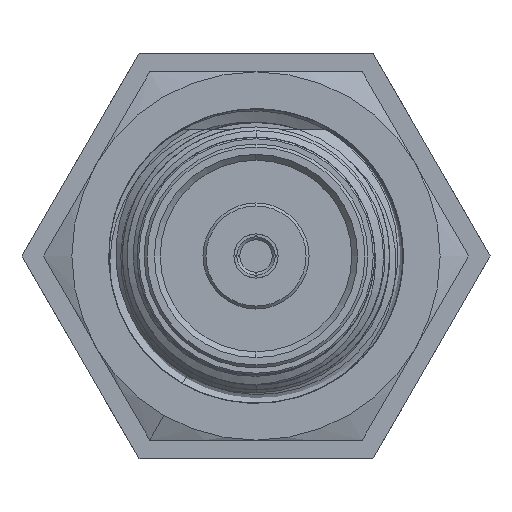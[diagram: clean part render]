
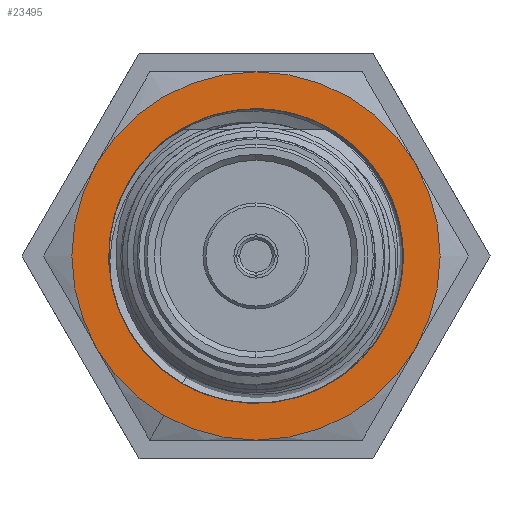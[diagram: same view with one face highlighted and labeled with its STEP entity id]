
A CAD part, left-side view. The second image highlights one B-rep face of the part: STEP entity #23495.
In plain terms, the highlighted planar face has unit normal (-1, 0, 0).
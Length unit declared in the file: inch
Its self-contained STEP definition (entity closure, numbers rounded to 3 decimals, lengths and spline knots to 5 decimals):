
#209 = ORIENTED_EDGE ( 'NONE', *, *, #4120, .T. ) ;
#263 = AXIS2_PLACEMENT_3D ( 'NONE', #2830, #22056, #16869 ) ;
#275 = CIRCLE ( 'NONE', #34247, 0.3125 ) ;
#358 = CARTESIAN_POINT ( 'NONE',  ( 0.418, 0., 0. ) ) ;
#379 = CIRCLE ( 'NONE', #29416, 0.3125 ) ;
#618 = CARTESIAN_POINT ( 'NONE',  ( 0.418, 0., 0. ) ) ;
#1207 = CIRCLE ( 'NONE', #23595, 0.25 ) ;
#1391 = DIRECTION ( 'NONE',  ( -1., 0., 0. ) ) ;
#1689 = AXIS2_PLACEMENT_3D ( 'NONE', #18454, #29363, #10312 ) ;
#2798 = DIRECTION ( 'NONE',  ( -1., 0., 0. ) ) ;
#2830 = CARTESIAN_POINT ( 'NONE',  ( 0.418, 0., 0. ) ) ;
#3115 = DIRECTION ( 'NONE',  ( 0., 0.5, -0.866 ) ) ;
#3140 = CARTESIAN_POINT ( 'NONE',  ( 0.418, 0., 0. ) ) ;
#3219 = CIRCLE ( 'NONE', #26436, 0.3125 ) ;
#3250 = CARTESIAN_POINT ( 'NONE',  ( 0.418, 0., -0.3125 ) ) ;
#4120 = EDGE_CURVE ( 'NONE', #4297, #18290, #19531, .T. ) ;
#4215 = CARTESIAN_POINT ( 'NONE',  ( 0.418, 0.21894, 0.12069 ) ) ;
#4297 = VERTEX_POINT ( 'NONE', #24728 ) ;
#4932 = DIRECTION ( 'NONE',  ( -1., 0., 0. ) ) ;
#7610 = DIRECTION ( 'NONE',  ( 0., 0.5, -0.866 ) ) ;
#8046 = AXIS2_PLACEMENT_3D ( 'NONE', #3140, #11482, #27789 ) ;
#8647 = EDGE_CURVE ( 'NONE', #26768, #18827, #25628, .T. ) ;
#8768 = ORIENTED_EDGE ( 'NONE', *, *, #29712, .F. ) ;
#8841 = CARTESIAN_POINT ( 'NONE',  ( 0.418, 0., 0. ) ) ;
#8920 = AXIS2_PLACEMENT_3D ( 'NONE', #32698, #4932, #19042 ) ;
#10312 = DIRECTION ( 'NONE',  ( 0., 0.5, -0.866 ) ) ;
#11055 = ORIENTED_EDGE ( 'NONE', *, *, #17447, .T. ) ;
#11482 = DIRECTION ( 'NONE',  ( -1., 0., 0. ) ) ;
#11733 = DIRECTION ( 'NONE',  ( -1., 0., 0. ) ) ;
#12097 = CARTESIAN_POINT ( 'NONE',  ( 0.418, -0.27063, -0.15625 ) ) ;
#12161 = CARTESIAN_POINT ( 'NONE',  ( 0.418, 0., 0. ) ) ;
#13192 = VERTEX_POINT ( 'NONE', #25720 ) ;
#15725 = CARTESIAN_POINT ( 'NONE',  ( 0.418, 0., 0. ) ) ;
#16839 = FACE_OUTER_BOUND ( 'NONE', #17633, .T. ) ;
#16869 = DIRECTION ( 'NONE',  ( 0., 0.5, -0.866 ) ) ;
#16990 = CIRCLE ( 'NONE', #34375, 0.3125 ) ;
#17447 = EDGE_CURVE ( 'NONE', #18290, #19268, #379, .T. ) ;
#17633 = EDGE_LOOP ( 'NONE', ( #26106, #209, #11055, #19364, #33379, #35368, #35012 ) ) ;
#17854 = CIRCLE ( 'NONE', #8920, 0.3125 ) ;
#17956 = DIRECTION ( 'NONE',  ( 0., 0.5, -0.866 ) ) ;
#18290 = VERTEX_POINT ( 'NONE', #3250 ) ;
#18454 = CARTESIAN_POINT ( 'NONE',  ( 0.418, 0., 0. ) ) ;
#18770 = CARTESIAN_POINT ( 'NONE',  ( 0.418, 0.06947, 0.24015 ) ) ;
#18827 = VERTEX_POINT ( 'NONE', #18770 ) ;
#19042 = DIRECTION ( 'NONE',  ( 0., 0.5, -0.866 ) ) ;
#19268 = VERTEX_POINT ( 'NONE', #12097 ) ;
#19364 = ORIENTED_EDGE ( 'NONE', *, *, #19598, .T. ) ;
#19531 = CIRCLE ( 'NONE', #35224, 0.3125 ) ;
#19598 = EDGE_CURVE ( 'NONE', #19268, #27098, #17854, .T. ) ;
#19759 = DIRECTION ( 'NONE',  ( -1., 0., 0. ) ) ;
#19985 = EDGE_LOOP ( 'NONE', ( #26027, #8768 ) ) ;
#20259 = VERTEX_POINT ( 'NONE', #21439 ) ;
#21439 = CARTESIAN_POINT ( 'NONE',  ( 0.418, 0.27063, -0.15625 ) ) ;
#21958 = EDGE_CURVE ( 'NONE', #27098, #35226, #3219, .T. ) ;
#22056 = DIRECTION ( 'NONE',  ( -1., 0., 0. ) ) ;
#23135 = CARTESIAN_POINT ( 'NONE',  ( 0.418, 0., 0. ) ) ;
#23495 = ADVANCED_FACE ( 'NONE', ( #25445, #16839 ), #34748, .T. ) ;
#23595 = AXIS2_PLACEMENT_3D ( 'NONE', #618, #19759, #17956 ) ;
#23938 = CARTESIAN_POINT ( 'NONE',  ( 0.418, 0., 0.3125 ) ) ;
#24728 = CARTESIAN_POINT ( 'NONE',  ( 0.418, 0.15625, -0.27063 ) ) ;
#24926 = DIRECTION ( 'NONE',  ( -1., 0., 0. ) ) ;
#25032 = DIRECTION ( 'NONE',  ( 0., 0.5, -0.866 ) ) ;
#25445 = FACE_BOUND ( 'NONE', #19985, .T. ) ;
#25485 = DIRECTION ( 'NONE',  ( -1., 0., 0. ) ) ;
#25599 = DIRECTION ( 'NONE',  ( 0., 0.5, -0.866 ) ) ;
#25628 = CIRCLE ( 'NONE', #263, 0.25 ) ;
#25720 = CARTESIAN_POINT ( 'NONE',  ( 0.418, 0.27063, 0.15625 ) ) ;
#25992 = CIRCLE ( 'NONE', #8046, 0.3125 ) ;
#26027 = ORIENTED_EDGE ( 'NONE', *, *, #8647, .F. ) ;
#26106 = ORIENTED_EDGE ( 'NONE', *, *, #30144, .T. ) ;
#26436 = AXIS2_PLACEMENT_3D ( 'NONE', #23135, #11733, #30881 ) ;
#26768 = VERTEX_POINT ( 'NONE', #4215 ) ;
#27098 = VERTEX_POINT ( 'NONE', #32330 ) ;
#27789 = DIRECTION ( 'NONE',  ( 0., 0.5, -0.866 ) ) ;
#29363 = DIRECTION ( 'NONE',  ( -1., 0., 0. ) ) ;
#29416 = AXIS2_PLACEMENT_3D ( 'NONE', #12161, #25485, #25599 ) ;
#29712 = EDGE_CURVE ( 'NONE', #18827, #26768, #1207, .T. ) ;
#30144 = EDGE_CURVE ( 'NONE', #20259, #4297, #16990, .T. ) ;
#30881 = DIRECTION ( 'NONE',  ( 0., 0.5, -0.866 ) ) ;
#32330 = CARTESIAN_POINT ( 'NONE',  ( 0.418, -0.27063, 0.15625 ) ) ;
#32497 = EDGE_CURVE ( 'NONE', #35226, #13192, #275, .T. ) ;
#32519 = EDGE_CURVE ( 'NONE', #13192, #20259, #25992, .T. ) ;
#32698 = CARTESIAN_POINT ( 'NONE',  ( 0.418, 0., 0. ) ) ;
#33379 = ORIENTED_EDGE ( 'NONE', *, *, #21958, .T. ) ;
#34247 = AXIS2_PLACEMENT_3D ( 'NONE', #8841, #24926, #25032 ) ;
#34375 = AXIS2_PLACEMENT_3D ( 'NONE', #358, #2798, #3115 ) ;
#34748 = PLANE ( 'NONE',  #1689 ) ;
#35012 = ORIENTED_EDGE ( 'NONE', *, *, #32519, .T. ) ;
#35224 = AXIS2_PLACEMENT_3D ( 'NONE', #15725, #1391, #7610 ) ;
#35226 = VERTEX_POINT ( 'NONE', #23938 ) ;
#35368 = ORIENTED_EDGE ( 'NONE', *, *, #32497, .T. ) ;
